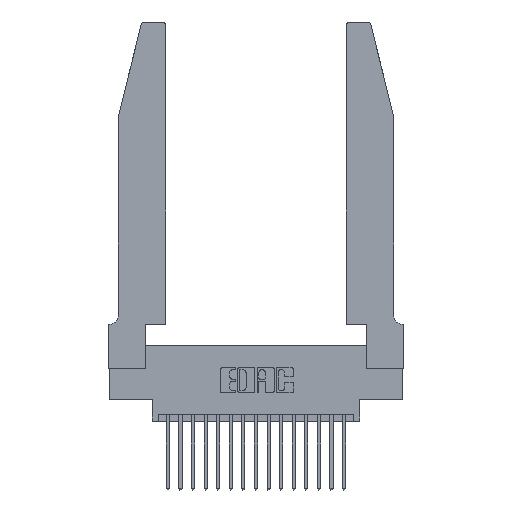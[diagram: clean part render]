
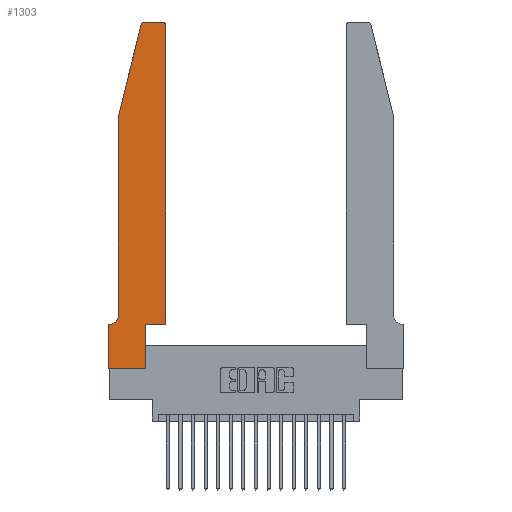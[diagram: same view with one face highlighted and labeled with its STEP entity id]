
A CAD part, top view. The second image highlights one B-rep face of the part: STEP entity #1303.
In plain terms, the highlighted planar face has unit normal (0, 0, 1).
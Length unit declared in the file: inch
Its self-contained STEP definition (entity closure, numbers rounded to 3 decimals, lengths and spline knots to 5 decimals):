
#159 = EDGE_CURVE ( 'NONE', #4110, #12545, #296, .T. ) ;
#296 = LINE ( 'NONE', #18634, #17215 ) ;
#537 = VECTOR ( 'NONE', #772, 39.37008 ) ;
#696 = LINE ( 'NONE', #18285, #8543 ) ;
#772 = DIRECTION ( 'NONE',  ( -0.239, -0.971, 0. ) ) ;
#870 = ORIENTED_EDGE ( 'NONE', *, *, #159, .T. ) ;
#1060 = DIRECTION ( 'NONE',  ( -1., 0., 0. ) ) ;
#1262 = DIRECTION ( 'NONE',  ( 0., 1., 0. ) ) ;
#1303 = ADVANCED_FACE ( 'NONE', ( #6750 ), #13518, .T. ) ;
#2249 = ORIENTED_EDGE ( 'NONE', *, *, #10518, .T. ) ;
#2356 = CARTESIAN_POINT ( 'NONE',  ( 0.0755, 2., 0.37 ) ) ;
#2427 = LINE ( 'NONE', #12182, #14933 ) ;
#2753 = CARTESIAN_POINT ( 'NONE',  ( 0., 0.35, 0.37 ) ) ;
#2811 = LINE ( 'NONE', #13132, #17531 ) ;
#3015 = DIRECTION ( 'NONE',  ( 0., -1., 0. ) ) ;
#3067 = EDGE_CURVE ( 'NONE', #11320, #14475, #13043, .T. ) ;
#3146 = EDGE_CURVE ( 'NONE', #15079, #16784, #14740, .T. ) ;
#3225 = AXIS2_PLACEMENT_3D ( 'NONE', #3473, #5195, #19323 ) ;
#3316 = CARTESIAN_POINT ( 'NONE',  ( 0.0755, 0.42, 0.37 ) ) ;
#3323 = VERTEX_POINT ( 'NONE', #6150 ) ;
#3329 = CARTESIAN_POINT ( 'NONE',  ( 0.2865, 0.35, 0.37 ) ) ;
#3473 = CARTESIAN_POINT ( 'NONE',  ( 0.284, 2.72, 0.37 ) ) ;
#3624 = VECTOR ( 'NONE', #16928, 39.37008 ) ;
#3811 = ORIENTED_EDGE ( 'NONE', *, *, #6019, .T. ) ;
#4110 = VERTEX_POINT ( 'NONE', #12762 ) ;
#4613 = ORIENTED_EDGE ( 'NONE', *, *, #11306, .T. ) ;
#4773 = CARTESIAN_POINT ( 'NONE',  ( 0., 0., 0.37 ) ) ;
#5183 = CARTESIAN_POINT ( 'NONE',  ( 0.284, 2.75, 0.37 ) ) ;
#5195 = DIRECTION ( 'NONE',  ( 0., 0., 1. ) ) ;
#5374 = VERTEX_POINT ( 'NONE', #13956 ) ;
#5449 = DIRECTION ( 'NONE',  ( 1., 0., 0. ) ) ;
#5596 = DIRECTION ( 'NONE',  ( 0., 0., 1. ) ) ;
#5604 = CARTESIAN_POINT ( 'NONE',  ( 0.25487, 2.72718, 0.37 ) ) ;
#5773 = DIRECTION ( 'NONE',  ( 0., 0., 1. ) ) ;
#5833 = DIRECTION ( 'NONE',  ( 1., 0., 0. ) ) ;
#5988 = ORIENTED_EDGE ( 'NONE', *, *, #3067, .T. ) ;
#6019 = EDGE_CURVE ( 'NONE', #12157, #17715, #10491, .T. ) ;
#6150 = CARTESIAN_POINT ( 'NONE',  ( 0.2865, 0., 0.37 ) ) ;
#6398 = ORIENTED_EDGE ( 'NONE', *, *, #13197, .T. ) ;
#6750 = FACE_OUTER_BOUND ( 'NONE', #16054, .T. ) ;
#7324 = CARTESIAN_POINT ( 'NONE',  ( 0.0055, 0.42, 0.37 ) ) ;
#7709 = LINE ( 'NONE', #3329, #19725 ) ;
#7816 = CARTESIAN_POINT ( 'NONE',  ( 0.0755, 2., 0.37 ) ) ;
#7991 = CARTESIAN_POINT ( 'NONE',  ( 0.4505, 2.72, 0.37 ) ) ;
#8199 = ORIENTED_EDGE ( 'NONE', *, *, #13007, .T. ) ;
#8543 = VECTOR ( 'NONE', #10881, 39.37008 ) ;
#8774 = DIRECTION ( 'NONE',  ( 1., 0., 0. ) ) ;
#8926 = DIRECTION ( 'NONE',  ( 0., 0., -1. ) ) ;
#9274 = ORIENTED_EDGE ( 'NONE', *, *, #17775, .T. ) ;
#9549 = VECTOR ( 'NONE', #3015, 39.37008 ) ;
#10044 = ORIENTED_EDGE ( 'NONE', *, *, #14325, .T. ) ;
#10180 = EDGE_CURVE ( 'NONE', #20101, #4110, #2427, .T. ) ;
#10245 = VECTOR ( 'NONE', #1060, 39.37008 ) ;
#10346 = ORIENTED_EDGE ( 'NONE', *, *, #15966, .T. ) ;
#10491 = LINE ( 'NONE', #15271, #3624 ) ;
#10518 = EDGE_CURVE ( 'NONE', #5374, #12628, #696, .T. ) ;
#10881 = DIRECTION ( 'NONE',  ( -1., 0., 0. ) ) ;
#11306 = EDGE_CURVE ( 'NONE', #16784, #12157, #16617, .T. ) ;
#11320 = VERTEX_POINT ( 'NONE', #5604 ) ;
#12157 = VERTEX_POINT ( 'NONE', #15985 ) ;
#12182 = CARTESIAN_POINT ( 'NONE',  ( 0.4505, 0.35, 0.37 ) ) ;
#12545 = VERTEX_POINT ( 'NONE', #7991 ) ;
#12589 = AXIS2_PLACEMENT_3D ( 'NONE', #7324, #8926, #13398 ) ;
#12628 = VERTEX_POINT ( 'NONE', #5183 ) ;
#12762 = CARTESIAN_POINT ( 'NONE',  ( 0.4505, 0.35, 0.37 ) ) ;
#13007 = EDGE_CURVE ( 'NONE', #3323, #20101, #7709, .T. ) ;
#13043 = LINE ( 'NONE', #2356, #537 ) ;
#13132 = CARTESIAN_POINT ( 'NONE',  ( 0., 0., 0.37 ) ) ;
#13197 = EDGE_CURVE ( 'NONE', #17715, #3323, #2811, .T. ) ;
#13398 = DIRECTION ( 'NONE',  ( -1., 0., 0. ) ) ;
#13518 = PLANE ( 'NONE',  #19791 ) ;
#13642 = ORIENTED_EDGE ( 'NONE', *, *, #10180, .T. ) ;
#13956 = CARTESIAN_POINT ( 'NONE',  ( 0.4205, 2.75, 0.37 ) ) ;
#14115 = CARTESIAN_POINT ( 'NONE',  ( 0.2865, 0.35, 0.37 ) ) ;
#14292 = DIRECTION ( 'NONE',  ( 0., 1., 0. ) ) ;
#14325 = EDGE_CURVE ( 'NONE', #14475, #15079, #18912, .T. ) ;
#14475 = VERTEX_POINT ( 'NONE', #17286 ) ;
#14740 = CIRCLE ( 'NONE', #12589, 0.07 ) ;
#14933 = VECTOR ( 'NONE', #5833, 39.37008 ) ;
#15033 = DIRECTION ( 'NONE',  ( 1., 0., 0. ) ) ;
#15079 = VERTEX_POINT ( 'NONE', #3316 ) ;
#15235 = CARTESIAN_POINT ( 'NONE',  ( 0.0055, 0.35, 0.37 ) ) ;
#15271 = CARTESIAN_POINT ( 'NONE',  ( 0., 0., 0.37 ) ) ;
#15966 = EDGE_CURVE ( 'NONE', #12545, #5374, #16057, .T. ) ;
#15985 = CARTESIAN_POINT ( 'NONE',  ( 0., 0.35, 0.37 ) ) ;
#16054 = EDGE_LOOP ( 'NONE', ( #2249, #9274, #5988, #10044, #18272, #4613, #3811, #6398, #8199, #13642, #870, #10346 ) ) ;
#16057 = CIRCLE ( 'NONE', #17132, 0.03 ) ;
#16484 = CARTESIAN_POINT ( 'NONE',  ( 0.4205, 2.72, 0.37 ) ) ;
#16617 = LINE ( 'NONE', #16695, #10245 ) ;
#16695 = CARTESIAN_POINT ( 'NONE',  ( 0.0755, 0.35, 0.37 ) ) ;
#16784 = VERTEX_POINT ( 'NONE', #15235 ) ;
#16928 = DIRECTION ( 'NONE',  ( 0., -1., 0. ) ) ;
#17132 = AXIS2_PLACEMENT_3D ( 'NONE', #16484, #5596, #15033 ) ;
#17215 = VECTOR ( 'NONE', #1262, 39.37008 ) ;
#17286 = CARTESIAN_POINT ( 'NONE',  ( 0.0755, 2., 0.37 ) ) ;
#17531 = VECTOR ( 'NONE', #5449, 39.37008 ) ;
#17715 = VERTEX_POINT ( 'NONE', #4773 ) ;
#17775 = EDGE_CURVE ( 'NONE', #12628, #11320, #18586, .T. ) ;
#18272 = ORIENTED_EDGE ( 'NONE', *, *, #3146, .T. ) ;
#18285 = CARTESIAN_POINT ( 'NONE',  ( 0.2605, 2.75, 0.37 ) ) ;
#18586 = CIRCLE ( 'NONE', #3225, 0.03 ) ;
#18634 = CARTESIAN_POINT ( 'NONE',  ( 0.4505, 0.35, 0.37 ) ) ;
#18912 = LINE ( 'NONE', #7816, #9549 ) ;
#19323 = DIRECTION ( 'NONE',  ( 1., 0., 0. ) ) ;
#19725 = VECTOR ( 'NONE', #14292, 39.37008 ) ;
#19791 = AXIS2_PLACEMENT_3D ( 'NONE', #2753, #5773, #8774 ) ;
#20101 = VERTEX_POINT ( 'NONE', #14115 ) ;
